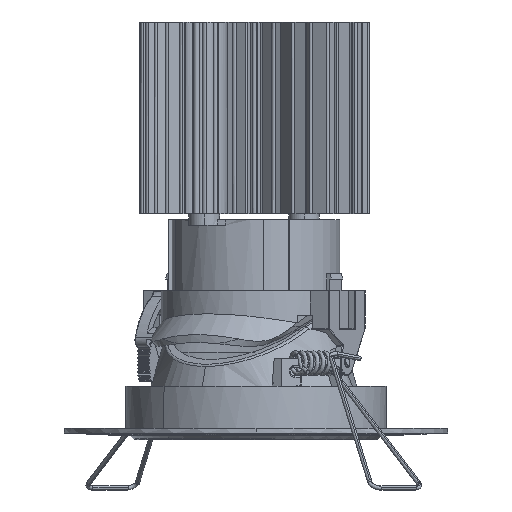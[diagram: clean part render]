
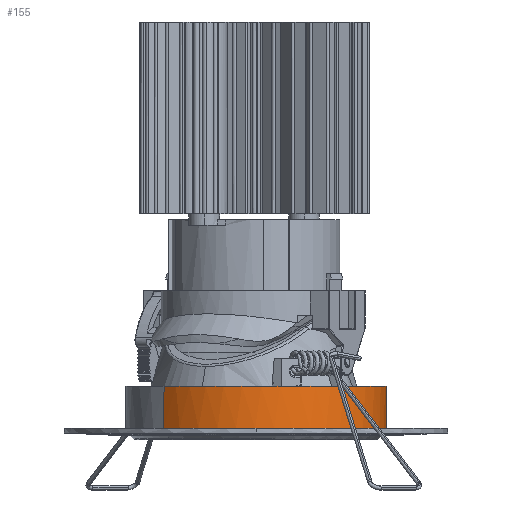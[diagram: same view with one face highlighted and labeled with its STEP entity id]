
A CAD part, left-side view. The second image highlights one B-rep face of the part: STEP entity #155.
In plain terms, the highlighted free-form (B-spline) face has degree [2, 1] with [5, 2] control points.
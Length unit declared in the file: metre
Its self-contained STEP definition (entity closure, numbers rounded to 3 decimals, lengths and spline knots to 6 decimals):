
#155=ADVANCED_FACE('',(#1125),#15437,.T.);
#1125=FACE_OUTER_BOUND('',#2077,.T.);
#2077=EDGE_LOOP('',(#3511,#3512,#3513,#3514));
#3511=ORIENTED_EDGE('',*,*,#8580,.T.);
#3512=ORIENTED_EDGE('',*,*,#8538,.T.);
#3513=ORIENTED_EDGE('',*,*,#8541,.T.);
#3514=ORIENTED_EDGE('',*,*,#8579,.F.);
#8538=EDGE_CURVE('',#13589,#13729,#11112,.T.);
#8541=EDGE_CURVE('',#13729,#13812,#12563,.T.);
#8579=EDGE_CURVE('',#13811,#13812,#11114,.T.);
#8580=EDGE_CURVE('',#13811,#13589,#12600,.T.);
#11112=B_SPLINE_CURVE_WITH_KNOTS('',1,(#20342,#20343),.UNSPECIFIED.,.F.,
 .F.,(2,2),(0.014422,0.025401),.UNSPECIFIED.);
#11114=B_SPLINE_CURVE_WITH_KNOTS('',1,(#20541,#20542),.UNSPECIFIED.,.F.,
 .F.,(2,2),(0.014422,0.025401),.UNSPECIFIED.);
#12563=(
BOUNDED_CURVE()
B_SPLINE_CURVE(2,(#20354,#20355,#20356,#20357,#20358),.UNSPECIFIED.,.F.,
 .F.)
B_SPLINE_CURVE_WITH_KNOTS((3,2,3),(-0.213656,-0.160242,
-0.106828),.UNSPECIFIED.)
CURVE()
GEOMETRIC_REPRESENTATION_ITEM()
RATIONAL_B_SPLINE_CURVE((1.,0.707,1.,0.707,1.))
REPRESENTATION_ITEM('')
);
#12600=(
BOUNDED_CURVE()
B_SPLINE_CURVE(2,(#20543,#20544,#20545,#20546,#20547),.UNSPECIFIED.,.F.,
 .F.)
B_SPLINE_CURVE_WITH_KNOTS((3,2,3),(0.106921,0.160382,
0.213843),.UNSPECIFIED.)
CURVE()
GEOMETRIC_REPRESENTATION_ITEM()
RATIONAL_B_SPLINE_CURVE((1.,0.707,1.,0.707,1.))
REPRESENTATION_ITEM('')
);
#13589=VERTEX_POINT('',#18956);
#13729=VERTEX_POINT('',#19096);
#13811=VERTEX_POINT('',#19178);
#13812=VERTEX_POINT('',#19179);
#15437=(
BOUNDED_SURFACE()
B_SPLINE_SURFACE(2,1,((#18555,#18556),(#18557,#18558),(#18559,#18560),(#18561,
#18562),(#18563,#18564)),.UNSPECIFIED.,.F.,.F.,.F.)
B_SPLINE_SURFACE_WITH_KNOTS((3,2,3),(2,2),(0.106921,0.160382,
0.213843),(0.,0.028801),.UNSPECIFIED.)
GEOMETRIC_REPRESENTATION_ITEM()
RATIONAL_B_SPLINE_SURFACE(((1.,1.),(0.707,0.707),
(1.,1.),(0.707,0.707),(1.,1.)))
REPRESENTATION_ITEM('')
SURFACE()
);
#18555=CARTESIAN_POINT('',(0.024024,-0.024368,-0.030511));
#18556=CARTESIAN_POINT('',(0.024202,-0.024546,-0.059311));
#18557=CARTESIAN_POINT('',(0.000136,-0.048256,-0.030511));
#18558=CARTESIAN_POINT('',(0.000136,-0.048612,-0.059311));
#18559=CARTESIAN_POINT('',(-0.023752,-0.024368,-0.030511));
#18560=CARTESIAN_POINT('',(-0.02393,-0.024546,-0.059311));
#18561=CARTESIAN_POINT('',(-0.04764,-0.00048,-0.030511));
#18562=CARTESIAN_POINT('',(-0.047996,-0.00048,-0.059311));
#18563=CARTESIAN_POINT('',(-0.023752,0.023408,-0.030511));
#18564=CARTESIAN_POINT('',(-0.02393,0.023586,-0.059311));
#18956=CARTESIAN_POINT('',(-0.023841,0.023497,-0.044932));
#19096=CARTESIAN_POINT('',(-0.023909,0.023565,-0.055911));
#19178=CARTESIAN_POINT('',(0.024113,-0.024457,-0.044932));
#19179=CARTESIAN_POINT('',(0.024181,-0.024525,-0.055911));
#20342=CARTESIAN_POINT('',(-0.023841,0.023497,-0.044932));
#20343=CARTESIAN_POINT('',(-0.023909,0.023565,-0.055911));
#20354=CARTESIAN_POINT('',(-0.023909,0.023565,-0.055911));
#20355=CARTESIAN_POINT('',(-0.047954,-0.00048,-0.055911));
#20356=CARTESIAN_POINT('',(-0.023909,-0.024525,-0.055911));
#20357=CARTESIAN_POINT('',(0.000136,-0.04857,-0.055911));
#20358=CARTESIAN_POINT('',(0.024181,-0.024525,-0.055911));
#20541=CARTESIAN_POINT('',(0.024113,-0.024457,-0.044932));
#20542=CARTESIAN_POINT('',(0.024181,-0.024525,-0.055911));
#20543=CARTESIAN_POINT('',(0.024113,-0.024457,-0.044932));
#20544=CARTESIAN_POINT('',(0.000136,-0.048434,-0.044932));
#20545=CARTESIAN_POINT('',(-0.023841,-0.024457,-0.044932));
#20546=CARTESIAN_POINT('',(-0.047818,-0.00048,-0.044932));
#20547=CARTESIAN_POINT('',(-0.023841,0.023497,-0.044932));
